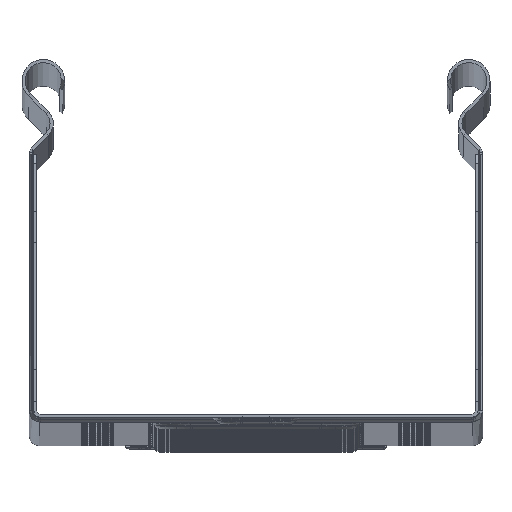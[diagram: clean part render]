
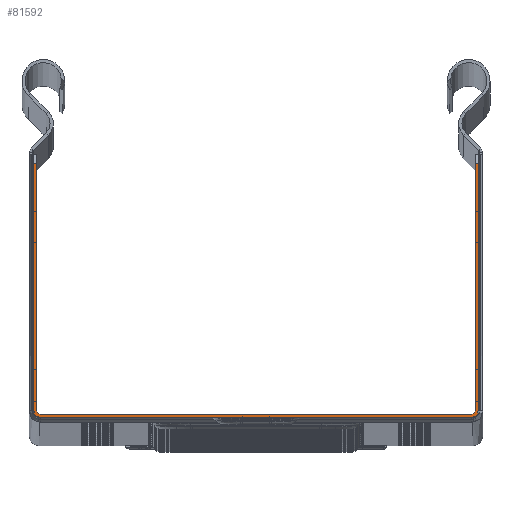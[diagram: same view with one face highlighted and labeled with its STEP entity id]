
A CAD part, top view. The second image highlights one B-rep face of the part: STEP entity #81592.
In plain terms, the highlighted planar face has unit normal (0, 0, 1).
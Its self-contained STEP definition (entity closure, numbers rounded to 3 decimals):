
#1469 = DIRECTION ( 'NONE',  ( -1., 0., 0. ) ) ;
#3609 = ORIENTED_EDGE ( 'NONE', *, *, #60300, .F. ) ;
#5212 = EDGE_CURVE ( 'NONE', #67655, #17239, #19074, .T. ) ;
#5449 = CARTESIAN_POINT ( 'NONE',  ( -99., 2.5, 3000. ) ) ;
#5836 = LINE ( 'NONE', #28592, #73762 ) ;
#6405 = CIRCLE ( 'NONE', #110883, 0.8 ) ;
#7115 = ORIENTED_EDGE ( 'NONE', *, *, #50910, .F. ) ;
#7280 = CARTESIAN_POINT ( 'NONE',  ( -98.3, 57.06, 3000. ) ) ;
#8394 = LINE ( 'NONE', #12197, #29951 ) ;
#10416 = CARTESIAN_POINT ( 'NONE',  ( -97.5, 1.7, 3000. ) ) ;
#10623 = DIRECTION ( 'NONE',  ( 0., -1., 0. ) ) ;
#12197 = CARTESIAN_POINT ( 'NONE',  ( -1.7, 59.06, 3000. ) ) ;
#12400 = DIRECTION ( 'NONE',  ( 0., 0., -1. ) ) ;
#12969 = CARTESIAN_POINT ( 'NONE',  ( -1., 59.06, 3000. ) ) ;
#14224 = VERTEX_POINT ( 'NONE', #106456 ) ;
#14793 = CARTESIAN_POINT ( 'NONE',  ( -97.5, 2.5, 3000. ) ) ;
#15246 = EDGE_CURVE ( 'NONE', #106903, #42854, #88939, .T. ) ;
#16477 = CARTESIAN_POINT ( 'NONE',  ( -1., 57.06, 3000. ) ) ;
#17239 = VERTEX_POINT ( 'NONE', #5449 ) ;
#18623 = VERTEX_POINT ( 'NONE', #115383 ) ;
#19074 = LINE ( 'NONE', #66013, #89889 ) ;
#21520 = CARTESIAN_POINT ( 'NONE',  ( -97.5, 1., 3000. ) ) ;
#21568 = EDGE_LOOP ( 'NONE', ( #3609, #42636, #102243, #99213, #92079, #43120, #70640, #107415, #97025, #7115, #52053, #75931 ) ) ;
#21865 = VERTEX_POINT ( 'NONE', #48316 ) ;
#23496 = VECTOR ( 'NONE', #30996, 1000. ) ;
#23706 = FACE_OUTER_BOUND ( 'NONE', #21568, .T. ) ;
#24027 = DIRECTION ( 'NONE',  ( 1., 0., 0. ) ) ;
#24633 = DIRECTION ( 'NONE',  ( 0., 0., -1. ) ) ;
#25995 = EDGE_CURVE ( 'NONE', #64231, #104296, #83702, .T. ) ;
#28462 = CARTESIAN_POINT ( 'NONE',  ( -99., 57.06, 3000. ) ) ;
#28592 = CARTESIAN_POINT ( 'NONE',  ( -1., 59.06, 3000. ) ) ;
#29862 = EDGE_CURVE ( 'NONE', #37226, #67655, #114227, .T. ) ;
#29920 = CIRCLE ( 'NONE', #39352, 1.5 ) ;
#29951 = VECTOR ( 'NONE', #76878, 1000. ) ;
#30996 = DIRECTION ( 'NONE',  ( 0., -1., 0. ) ) ;
#31438 = DIRECTION ( 'NONE',  ( -1., 0., 0. ) ) ;
#31501 = DIRECTION ( 'NONE',  ( 0., 0., 1. ) ) ;
#32846 = CARTESIAN_POINT ( 'NONE',  ( -2.5, 1.7, 3000. ) ) ;
#37226 = VERTEX_POINT ( 'NONE', #7280 ) ;
#39352 = AXIS2_PLACEMENT_3D ( 'NONE', #50170, #114796, #59499 ) ;
#39801 = CARTESIAN_POINT ( 'NONE',  ( -1., 57.06, 3000. ) ) ;
#42636 = ORIENTED_EDGE ( 'NONE', *, *, #47851, .T. ) ;
#42854 = VERTEX_POINT ( 'NONE', #111971 ) ;
#43120 = ORIENTED_EDGE ( 'NONE', *, *, #15246, .T. ) ;
#45701 = AXIS2_PLACEMENT_3D ( 'NONE', #14793, #79458, #24027 ) ;
#47698 = DIRECTION ( 'NONE',  ( 0., -1., 0. ) ) ;
#47851 = EDGE_CURVE ( 'NONE', #66238, #18623, #48007, .T. ) ;
#48007 = LINE ( 'NONE', #16477, #72593 ) ;
#48316 = CARTESIAN_POINT ( 'NONE',  ( -1.7, 2.5, 3000. ) ) ;
#50128 = CARTESIAN_POINT ( 'NONE',  ( -1., 57.06, 3000. ) ) ;
#50170 = CARTESIAN_POINT ( 'NONE',  ( -2.5, 2.5, 3000. ) ) ;
#50910 = EDGE_CURVE ( 'NONE', #104296, #17239, #71492, .T. ) ;
#52053 = ORIENTED_EDGE ( 'NONE', *, *, #25995, .F. ) ;
#53362 = DIRECTION ( 'NONE',  ( -1., 0., 0. ) ) ;
#55472 = LINE ( 'NONE', #93120, #77063 ) ;
#56357 = VECTOR ( 'NONE', #65765, 1000. ) ;
#57296 = CARTESIAN_POINT ( 'NONE',  ( -1., 1., 3000. ) ) ;
#59112 = PLANE ( 'NONE',  #68960 ) ;
#59499 = DIRECTION ( 'NONE',  ( 1., 0., 0. ) ) ;
#60300 = EDGE_CURVE ( 'NONE', #66238, #14224, #5836, .T. ) ;
#64231 = VERTEX_POINT ( 'NONE', #99974 ) ;
#65765 = DIRECTION ( 'NONE',  ( -1., 0., 0. ) ) ;
#66013 = CARTESIAN_POINT ( 'NONE',  ( -99., 59.06, 3000. ) ) ;
#66238 = VERTEX_POINT ( 'NONE', #39801 ) ;
#67655 = VERTEX_POINT ( 'NONE', #28462 ) ;
#67802 = CARTESIAN_POINT ( 'NONE',  ( -97.5, 2.5, 3000. ) ) ;
#68960 = AXIS2_PLACEMENT_3D ( 'NONE', #12969, #31501, #96194 ) ;
#69722 = AXIS2_PLACEMENT_3D ( 'NONE', #67802, #12400, #77061 ) ;
#69877 = LINE ( 'NONE', #86408, #23496 ) ;
#70640 = ORIENTED_EDGE ( 'NONE', *, *, #110519, .F. ) ;
#71492 = CIRCLE ( 'NONE', #45701, 1.5 ) ;
#72593 = VECTOR ( 'NONE', #53362, 1000. ) ;
#73762 = VECTOR ( 'NONE', #47698, 1000. ) ;
#74926 = EDGE_CURVE ( 'NONE', #21865, #85855, #6405, .T. ) ;
#75931 = ORIENTED_EDGE ( 'NONE', *, *, #80207, .F. ) ;
#76878 = DIRECTION ( 'NONE',  ( 0., -1., 0. ) ) ;
#77061 = DIRECTION ( 'NONE',  ( 1., 0., 0. ) ) ;
#77063 = VECTOR ( 'NONE', #1469, 1000. ) ;
#79458 = DIRECTION ( 'NONE',  ( 0., 0., -1. ) ) ;
#80038 = CARTESIAN_POINT ( 'NONE',  ( -2.5, 2.5, 3000. ) ) ;
#80207 = EDGE_CURVE ( 'NONE', #14224, #64231, #29920, .T. ) ;
#81592 = ADVANCED_FACE ( 'NONE', ( #23706 ), #59112, .T. ) ;
#83702 = LINE ( 'NONE', #57296, #56357 ) ;
#85855 = VERTEX_POINT ( 'NONE', #32846 ) ;
#86408 = CARTESIAN_POINT ( 'NONE',  ( -98.3, 59.06, 3000. ) ) ;
#88939 = CIRCLE ( 'NONE', #69722, 0.8 ) ;
#89306 = DIRECTION ( 'NONE',  ( -1., 0., 0. ) ) ;
#89561 = EDGE_CURVE ( 'NONE', #85855, #106903, #55472, .T. ) ;
#89889 = VECTOR ( 'NONE', #10623, 1000. ) ;
#92079 = ORIENTED_EDGE ( 'NONE', *, *, #89561, .T. ) ;
#93120 = CARTESIAN_POINT ( 'NONE',  ( -50., 1.7, 3000. ) ) ;
#96194 = DIRECTION ( 'NONE',  ( 0., -1., 0. ) ) ;
#97025 = ORIENTED_EDGE ( 'NONE', *, *, #5212, .T. ) ;
#99213 = ORIENTED_EDGE ( 'NONE', *, *, #74926, .T. ) ;
#99974 = CARTESIAN_POINT ( 'NONE',  ( -2.5, 1., 3000. ) ) ;
#102243 = ORIENTED_EDGE ( 'NONE', *, *, #105906, .T. ) ;
#104296 = VERTEX_POINT ( 'NONE', #21520 ) ;
#105906 = EDGE_CURVE ( 'NONE', #18623, #21865, #8394, .T. ) ;
#106456 = CARTESIAN_POINT ( 'NONE',  ( -1., 2.5, 3000. ) ) ;
#106903 = VERTEX_POINT ( 'NONE', #10416 ) ;
#107415 = ORIENTED_EDGE ( 'NONE', *, *, #29862, .T. ) ;
#110519 = EDGE_CURVE ( 'NONE', #37226, #42854, #69877, .T. ) ;
#110883 = AXIS2_PLACEMENT_3D ( 'NONE', #80038, #24633, #89306 ) ;
#111339 = VECTOR ( 'NONE', #31438, 1000. ) ;
#111971 = CARTESIAN_POINT ( 'NONE',  ( -98.3, 2.5, 3000. ) ) ;
#114227 = LINE ( 'NONE', #50128, #111339 ) ;
#114796 = DIRECTION ( 'NONE',  ( 0., 0., -1. ) ) ;
#115383 = CARTESIAN_POINT ( 'NONE',  ( -1.7, 57.06, 3000. ) ) ;
